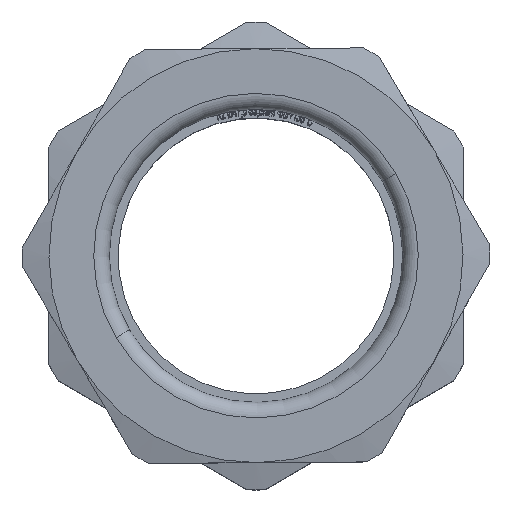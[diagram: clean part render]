
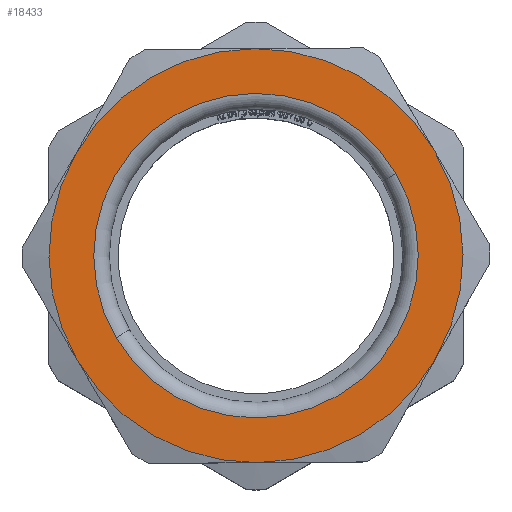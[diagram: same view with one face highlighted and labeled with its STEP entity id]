
A CAD part, top view. The second image highlights one B-rep face of the part: STEP entity #18433.
In plain terms, the highlighted face is planar.
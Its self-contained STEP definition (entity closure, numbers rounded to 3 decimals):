
#288 = DIRECTION ( 'NONE',  ( 0., 0., -1. ) ) ;
#1592 = CARTESIAN_POINT ( 'NONE',  ( 0., 8., 0. ) ) ;
#1803 = CIRCLE ( 'NONE', #10866, 31.35 ) ;
#1844 = AXIS2_PLACEMENT_3D ( 'NONE', #13264, #9127, #22864 ) ;
#1846 = FACE_BOUND ( 'NONE', #25065, .T. ) ;
#2291 = AXIS2_PLACEMENT_3D ( 'NONE', #12904, #2645, #288 ) ;
#2645 = DIRECTION ( 'NONE',  ( 0., -1., 0. ) ) ;
#3031 = EDGE_CURVE ( 'NONE', #21835, #27771, #18692, .T. ) ;
#3492 = CIRCLE ( 'NONE', #23653, 40. ) ;
#4115 = DIRECTION ( 'NONE',  ( 0., -1., 0. ) ) ;
#4224 = CARTESIAN_POINT ( 'NONE',  ( 0., 8., 0. ) ) ;
#4517 = ORIENTED_EDGE ( 'NONE', *, *, #5416, .F. ) ;
#4524 = CARTESIAN_POINT ( 'NONE',  ( -34.641, 8., 20. ) ) ;
#4900 = AXIS2_PLACEMENT_3D ( 'NONE', #10342, #22031, #24715 ) ;
#4971 = ORIENTED_EDGE ( 'NONE', *, *, #25611, .F. ) ;
#5416 = EDGE_CURVE ( 'NONE', #13239, #28466, #26560, .T. ) ;
#6308 = CIRCLE ( 'NONE', #2291, 40. ) ;
#6440 = AXIS2_PLACEMENT_3D ( 'NONE', #4224, #13855, #11480 ) ;
#6493 = ORIENTED_EDGE ( 'NONE', *, *, #9609, .F. ) ;
#6574 = DIRECTION ( 'NONE',  ( 0., 1., 0. ) ) ;
#6872 = CIRCLE ( 'NONE', #25015, 40. ) ;
#7133 = CARTESIAN_POINT ( 'NONE',  ( 0., 8., 0. ) ) ;
#7751 = DIRECTION ( 'NONE',  ( 0., 0., 1. ) ) ;
#7917 = CARTESIAN_POINT ( 'NONE',  ( 0., 8., -40. ) ) ;
#8199 = ORIENTED_EDGE ( 'NONE', *, *, #30225, .T. ) ;
#9090 = AXIS2_PLACEMENT_3D ( 'NONE', #7133, #28606, #16640 ) ;
#9127 = DIRECTION ( 'NONE',  ( 0., -1., 0. ) ) ;
#9609 = EDGE_CURVE ( 'NONE', #23396, #21835, #3492, .T. ) ;
#10342 = CARTESIAN_POINT ( 'NONE',  ( 0., 8., 0. ) ) ;
#10866 = AXIS2_PLACEMENT_3D ( 'NONE', #19770, #29377, #7751 ) ;
#11480 = DIRECTION ( 'NONE',  ( 0., 0., -1. ) ) ;
#11778 = PLANE ( 'NONE',  #23915 ) ;
#12545 = ORIENTED_EDGE ( 'NONE', *, *, #14434, .T. ) ;
#12904 = CARTESIAN_POINT ( 'NONE',  ( 0., 8., 0. ) ) ;
#12991 = EDGE_CURVE ( 'NONE', #28466, #23396, #6872, .T. ) ;
#13239 = VERTEX_POINT ( 'NONE', #22997 ) ;
#13264 = CARTESIAN_POINT ( 'NONE',  ( 0., 8., 0. ) ) ;
#13748 = DIRECTION ( 'NONE',  ( 0., 0., -1. ) ) ;
#13855 = DIRECTION ( 'NONE',  ( 0., -1., 0. ) ) ;
#14304 = CARTESIAN_POINT ( 'NONE',  ( 0., 8., -31.35 ) ) ;
#14434 = EDGE_CURVE ( 'NONE', #26268, #18446, #29591, .T. ) ;
#15185 = CARTESIAN_POINT ( 'NONE',  ( 0., 8., 31.35 ) ) ;
#15601 = ORIENTED_EDGE ( 'NONE', *, *, #30558, .F. ) ;
#16640 = DIRECTION ( 'NONE',  ( 0., 0., -1. ) ) ;
#16678 = DIRECTION ( 'NONE',  ( 0., 0., -1. ) ) ;
#17030 = ORIENTED_EDGE ( 'NONE', *, *, #12991, .F. ) ;
#17991 = CIRCLE ( 'NONE', #1844, 40. ) ;
#18433 = ADVANCED_FACE ( 'NONE', ( #1846, #26129 ), #11778, .T. ) ;
#18446 = VERTEX_POINT ( 'NONE', #14304 ) ;
#18692 = CIRCLE ( 'NONE', #9090, 40. ) ;
#19039 = CARTESIAN_POINT ( 'NONE',  ( 0., 8., 0. ) ) ;
#19050 = CARTESIAN_POINT ( 'NONE',  ( 0., 8., 0. ) ) ;
#19632 = CARTESIAN_POINT ( 'NONE',  ( 34.641, 8., 20. ) ) ;
#19770 = CARTESIAN_POINT ( 'NONE',  ( 0., 8., 0. ) ) ;
#21249 = DIRECTION ( 'NONE',  ( 0., -1., 0. ) ) ;
#21835 = VERTEX_POINT ( 'NONE', #19632 ) ;
#22031 = DIRECTION ( 'NONE',  ( 0., -1., 0. ) ) ;
#22339 = EDGE_LOOP ( 'NONE', ( #4971, #28500, #6493, #17030, #4517, #15601 ) ) ;
#22864 = DIRECTION ( 'NONE',  ( 0., 0., -1. ) ) ;
#22997 = CARTESIAN_POINT ( 'NONE',  ( -34.641, 8., -20. ) ) ;
#23396 = VERTEX_POINT ( 'NONE', #25395 ) ;
#23653 = AXIS2_PLACEMENT_3D ( 'NONE', #19039, #21249, #16678 ) ;
#23768 = DIRECTION ( 'NONE',  ( 0., 0., 1. ) ) ;
#23915 = AXIS2_PLACEMENT_3D ( 'NONE', #19050, #6574, #23768 ) ;
#24419 = CARTESIAN_POINT ( 'NONE',  ( 0., 8., 40. ) ) ;
#24715 = DIRECTION ( 'NONE',  ( 0., 0., 1. ) ) ;
#25015 = AXIS2_PLACEMENT_3D ( 'NONE', #1592, #4115, #13748 ) ;
#25065 = EDGE_LOOP ( 'NONE', ( #12545, #8199 ) ) ;
#25395 = CARTESIAN_POINT ( 'NONE',  ( 34.641, 8., -20. ) ) ;
#25611 = EDGE_CURVE ( 'NONE', #27771, #28039, #17991, .T. ) ;
#26129 = FACE_OUTER_BOUND ( 'NONE', #22339, .T. ) ;
#26268 = VERTEX_POINT ( 'NONE', #15185 ) ;
#26560 = CIRCLE ( 'NONE', #6440, 40. ) ;
#27771 = VERTEX_POINT ( 'NONE', #24419 ) ;
#28039 = VERTEX_POINT ( 'NONE', #4524 ) ;
#28466 = VERTEX_POINT ( 'NONE', #7917 ) ;
#28500 = ORIENTED_EDGE ( 'NONE', *, *, #3031, .F. ) ;
#28606 = DIRECTION ( 'NONE',  ( 0., -1., 0. ) ) ;
#29377 = DIRECTION ( 'NONE',  ( 0., -1., 0. ) ) ;
#29591 = CIRCLE ( 'NONE', #4900, 31.35 ) ;
#30225 = EDGE_CURVE ( 'NONE', #18446, #26268, #1803, .T. ) ;
#30558 = EDGE_CURVE ( 'NONE', #28039, #13239, #6308, .T. ) ;
